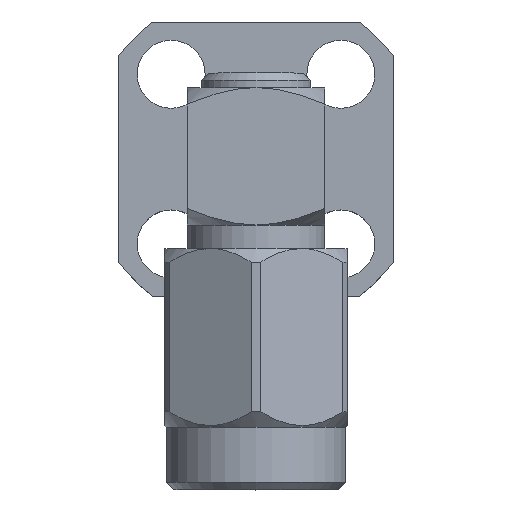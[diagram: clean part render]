
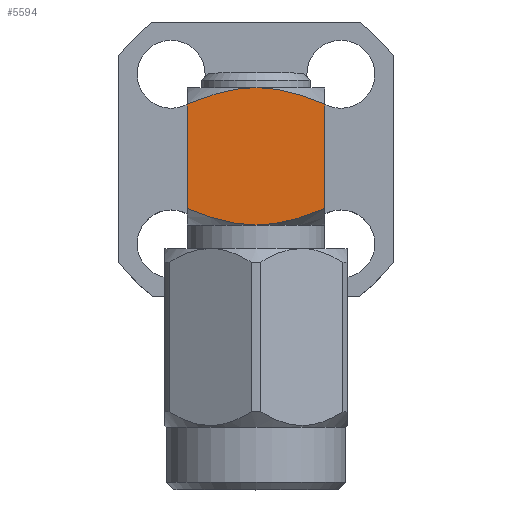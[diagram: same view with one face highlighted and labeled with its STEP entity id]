
A CAD part, top view. The second image highlights one B-rep face of the part: STEP entity #5594.
In plain terms, the highlighted face is planar.
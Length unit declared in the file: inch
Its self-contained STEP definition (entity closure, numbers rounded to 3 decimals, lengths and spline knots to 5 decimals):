
#287 = VERTEX_POINT ( 'NONE', #3664 ) ;
#534 = CARTESIAN_POINT ( 'NONE',  ( 0.38448, 0.094, 0.094 ) ) ;
#672 = LINE ( 'NONE', #4686, #2385 ) ;
#691 = PLANE ( 'NONE',  #3846 ) ;
#795 = LINE ( 'NONE', #8056, #1830 ) ;
#798 = CARTESIAN_POINT ( 'NONE',  ( 0.55, 0.094, -0.01617 ) ) ;
#837 = CARTESIAN_POINT ( 'NONE',  ( 0.55, 0.094, 0. ) ) ;
#973 = VERTEX_POINT ( 'NONE', #6373 ) ;
#1027 = CARTESIAN_POINT ( 'NONE',  ( 0.54937, 0.094, 0.0163 ) ) ;
#1032 = CARTESIAN_POINT ( 'NONE',  ( 0.36451, 0.094, 0.03216 ) ) ;
#1106 = VERTEX_POINT ( 'NONE', #1779 ) ;
#1165 = CARTESIAN_POINT ( 'NONE',  ( 0.362, 0.094, 0. ) ) ;
#1413 = CARTESIAN_POINT ( 'NONE',  ( 0.362, 0.094, 0.094 ) ) ;
#1729 = ORIENTED_EDGE ( 'NONE', *, *, #7262, .F. ) ;
#1757 = CARTESIAN_POINT ( 'NONE',  ( 0.54535, 0.094, 0.04033 ) ) ;
#1779 = CARTESIAN_POINT ( 'NONE',  ( 0.38448, 0.094, 0.094 ) ) ;
#1830 = VECTOR ( 'NONE', #2113, 39.37008 ) ;
#1841 = CARTESIAN_POINT ( 'NONE',  ( 0.36496, 0.094, -0.03242 ) ) ;
#1919 = ORIENTED_EDGE ( 'NONE', *, *, #7082, .F. ) ;
#2113 = DIRECTION ( 'NONE',  ( -1., 0., 0. ) ) ;
#2336 = EDGE_CURVE ( 'NONE', #5940, #973, #8491, .T. ) ;
#2385 = VECTOR ( 'NONE', #3902, 39.37008 ) ;
#2404 = CARTESIAN_POINT ( 'NONE',  ( 0.54704, 0.094, 0.03242 ) ) ;
#2464 = EDGE_LOOP ( 'NONE', ( #8350, #7324, #7813, #1729, #1919, #7222 ) ) ;
#2489 = VERTEX_POINT ( 'NONE', #6180 ) ;
#2657 = FACE_OUTER_BOUND ( 'NONE', #2464, .T. ) ;
#2931 = CARTESIAN_POINT ( 'NONE',  ( 0.53365, 0.094, -0.07898 ) ) ;
#3450 = DIRECTION ( 'NONE',  ( 1., 0., 0. ) ) ;
#3664 = CARTESIAN_POINT ( 'NONE',  ( 0.362, 0.094, 0. ) ) ;
#3673 = CARTESIAN_POINT ( 'NONE',  ( 0.53366, 0.094, 0.07896 ) ) ;
#3677 = CARTESIAN_POINT ( 'NONE',  ( 0.362, 0.094, 0. ) ) ;
#3761 = CARTESIAN_POINT ( 'NONE',  ( 0.38448, 0.094, -0.094 ) ) ;
#3802 = CARTESIAN_POINT ( 'NONE',  ( 0.36263, 0.094, -0.0163 ) ) ;
#3846 = AXIS2_PLACEMENT_3D ( 'NONE', #1413, #4056, #3450 ) ;
#3902 = DIRECTION ( 'NONE',  ( -1., 0., 0. ) ) ;
#4056 = DIRECTION ( 'NONE',  ( 0., -1., 0. ) ) ;
#4461 = CARTESIAN_POINT ( 'NONE',  ( 0.52752, 0.094, 0.094 ) ) ;
#4686 = CARTESIAN_POINT ( 'NONE',  ( 0.362, 0.094, -0.094 ) ) ;
#4859 = VERTEX_POINT ( 'NONE', #4461 ) ;
#5594 = ADVANCED_FACE ( 'NONE', ( #2657 ), #691, .F. ) ;
#5777 = CARTESIAN_POINT ( 'NONE',  ( 0.37834, 0.094, -0.07896 ) ) ;
#5894 = B_SPLINE_CURVE_WITH_KNOTS ( 'NONE', 3,
 ( #1165, #6339, #3802, #1841, #7647, #7606, #5777, #3761 ),
 .UNSPECIFIED., .F., .F.,
 ( 4, 2, 2, 4 ),
 ( 0.008, 0.00862, 0.00924, 0.01048 ),
 .UNSPECIFIED. ) ;
#5940 = VERTEX_POINT ( 'NONE', #7156 ) ;
#6180 = CARTESIAN_POINT ( 'NONE',  ( 0.38448, 0.094, -0.094 ) ) ;
#6298 = CARTESIAN_POINT ( 'NONE',  ( 0.37835, 0.094, 0.07898 ) ) ;
#6339 = CARTESIAN_POINT ( 'NONE',  ( 0.362, 0.094, -0.00809 ) ) ;
#6373 = CARTESIAN_POINT ( 'NONE',  ( 0.55, 0.094, 0. ) ) ;
#6427 = CARTESIAN_POINT ( 'NONE',  ( 0.53919, 0.094, 0.06375 ) ) ;
#6467 = EDGE_CURVE ( 'NONE', #287, #2489, #5894, .T. ) ;
#6569 = EDGE_CURVE ( 'NONE', #973, #4859, #8168, .T. ) ;
#6711 = CARTESIAN_POINT ( 'NONE',  ( 0.54749, 0.094, -0.03216 ) ) ;
#6948 = CARTESIAN_POINT ( 'NONE',  ( 0.55, 0.094, 0. ) ) ;
#6983 = EDGE_CURVE ( 'NONE', #5940, #2489, #672, .T. ) ;
#7082 = EDGE_CURVE ( 'NONE', #4859, #1106, #795, .T. ) ;
#7156 = CARTESIAN_POINT ( 'NONE',  ( 0.52752, 0.094, -0.094 ) ) ;
#7222 = ORIENTED_EDGE ( 'NONE', *, *, #6569, .F. ) ;
#7262 = EDGE_CURVE ( 'NONE', #1106, #287, #7362, .T. ) ;
#7324 = ORIENTED_EDGE ( 'NONE', *, *, #6983, .T. ) ;
#7362 = B_SPLINE_CURVE_WITH_KNOTS ( 'NONE', 3,
 ( #534, #6298, #8300, #1032, #8434, #3677 ),
 .UNSPECIFIED., .F., .F.,
 ( 4, 2, 4 ),
 ( 0.00553, 0.00676, 0.008 ),
 .UNSPECIFIED. ) ;
#7372 = CARTESIAN_POINT ( 'NONE',  ( 0.52752, 0.094, -0.094 ) ) ;
#7606 = CARTESIAN_POINT ( 'NONE',  ( 0.37281, 0.094, -0.06375 ) ) ;
#7647 = CARTESIAN_POINT ( 'NONE',  ( 0.36665, 0.094, -0.04033 ) ) ;
#7695 = CARTESIAN_POINT ( 'NONE',  ( 0.55, 0.094, 0.00809 ) ) ;
#7813 = ORIENTED_EDGE ( 'NONE', *, *, #6467, .F. ) ;
#8056 = CARTESIAN_POINT ( 'NONE',  ( 0.362, 0.094, 0.094 ) ) ;
#8168 = B_SPLINE_CURVE_WITH_KNOTS ( 'NONE', 3,
 ( #6948, #7695, #1027, #2404, #1757, #6427, #3673, #8296 ),
 .UNSPECIFIED., .F., .F.,
 ( 4, 2, 2, 4 ),
 ( 0.008, 0.00862, 0.00924, 0.01048 ),
 .UNSPECIFIED. ) ;
#8221 = CARTESIAN_POINT ( 'NONE',  ( 0.53921, 0.094, -0.06374 ) ) ;
#8296 = CARTESIAN_POINT ( 'NONE',  ( 0.52752, 0.094, 0.094 ) ) ;
#8300 = CARTESIAN_POINT ( 'NONE',  ( 0.37279, 0.094, 0.06374 ) ) ;
#8350 = ORIENTED_EDGE ( 'NONE', *, *, #2336, .F. ) ;
#8434 = CARTESIAN_POINT ( 'NONE',  ( 0.362, 0.094, 0.01617 ) ) ;
#8491 = B_SPLINE_CURVE_WITH_KNOTS ( 'NONE', 3,
 ( #7372, #2931, #8221, #6711, #798, #837 ),
 .UNSPECIFIED., .F., .F.,
 ( 4, 2, 4 ),
 ( 0.00553, 0.00676, 0.008 ),
 .UNSPECIFIED. ) ;
